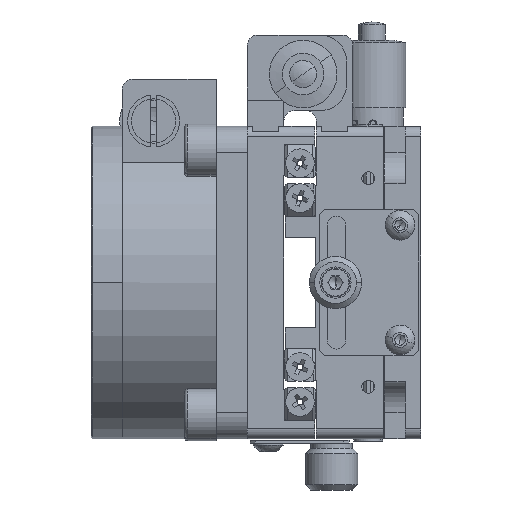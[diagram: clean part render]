
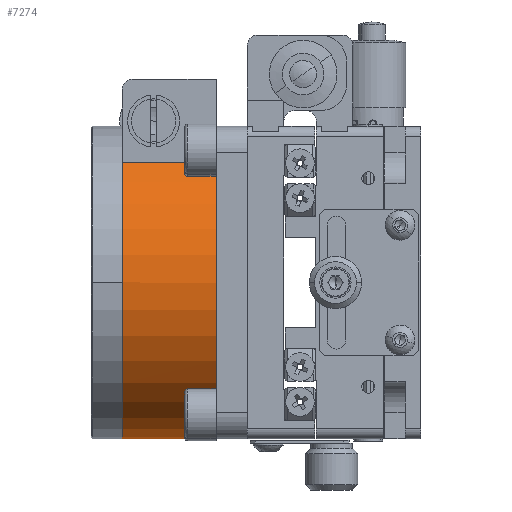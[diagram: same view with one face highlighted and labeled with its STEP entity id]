
A CAD part, left-side view. The second image highlights one B-rep face of the part: STEP entity #7274.
In plain terms, the highlighted cylindrical face has radius 30 mm (diameter 60 mm), a partial arc.
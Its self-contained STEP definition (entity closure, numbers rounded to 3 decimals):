
#2007 = EDGE_CURVE ( 'NONE', #17782, #2122, #41092, .T. ) ;
#2122 = VERTEX_POINT ( 'NONE', #23363 ) ;
#4899 = ORIENTED_EDGE ( 'NONE', *, *, #41979, .T. ) ;
#6146 = CARTESIAN_POINT ( 'NONE',  ( 0., 57.3, -30. ) ) ;
#7274 = ADVANCED_FACE ( 'NONE', ( #11288 ), #28923, .T. ) ;
#7545 = VECTOR ( 'NONE', #17451, 1000. ) ;
#8500 = CARTESIAN_POINT ( 'NONE',  ( 0., 39.3, -30. ) ) ;
#8541 = VERTEX_POINT ( 'NONE', #10992 ) ;
#9404 = CIRCLE ( 'NONE', #29731, 30. ) ;
#10724 = CARTESIAN_POINT ( 'NONE',  ( 0., 57.3, 0. ) ) ;
#10992 = CARTESIAN_POINT ( 'NONE',  ( -19.261, 39.3, 23. ) ) ;
#11288 = FACE_OUTER_BOUND ( 'NONE', #54103, .T. ) ;
#11962 = EDGE_CURVE ( 'NONE', #29244, #49015, #9404, .T. ) ;
#12694 = VECTOR ( 'NONE', #24057, 1000. ) ;
#13703 = LINE ( 'NONE', #56824, #7545 ) ;
#15514 = ORIENTED_EDGE ( 'NONE', *, *, #2007, .F. ) ;
#16133 = AXIS2_PLACEMENT_3D ( 'NONE', #29001, #47805, #38254 ) ;
#17451 = DIRECTION ( 'NONE',  ( 0., -1., 0. ) ) ;
#17748 = EDGE_CURVE ( 'NONE', #2122, #8541, #24635, .T. ) ;
#17782 = VERTEX_POINT ( 'NONE', #6146 ) ;
#19707 = CARTESIAN_POINT ( 'NONE',  ( -19.261, 57.3, 23. ) ) ;
#21774 = CARTESIAN_POINT ( 'NONE',  ( -30., 39.3, 0. ) ) ;
#22898 = ORIENTED_EDGE ( 'NONE', *, *, #17748, .F. ) ;
#23363 = CARTESIAN_POINT ( 'NONE',  ( -19.261, 57.3, 23. ) ) ;
#24057 = DIRECTION ( 'NONE',  ( 0., -1., 0. ) ) ;
#24635 = LINE ( 'NONE', #19707, #12694 ) ;
#26611 = CARTESIAN_POINT ( 'NONE',  ( 0., 39.3, 0. ) ) ;
#28586 = EDGE_CURVE ( 'NONE', #17782, #29244, #13703, .T. ) ;
#28923 = CYLINDRICAL_SURFACE ( 'NONE', #38740, 30. ) ;
#29001 = CARTESIAN_POINT ( 'NONE',  ( 0., 57.3, 0. ) ) ;
#29244 = VERTEX_POINT ( 'NONE', #8500 ) ;
#29731 = AXIS2_PLACEMENT_3D ( 'NONE', #42656, #55370, #51016 ) ;
#31233 = DIRECTION ( 'NONE',  ( 0., 1., 0. ) ) ;
#34452 = ORIENTED_EDGE ( 'NONE', *, *, #11962, .T. ) ;
#38254 = DIRECTION ( 'NONE',  ( 0., 0., 1. ) ) ;
#38740 = AXIS2_PLACEMENT_3D ( 'NONE', #10724, #40809, #41955 ) ;
#40809 = DIRECTION ( 'NONE',  ( 0., -1., 0. ) ) ;
#41092 = CIRCLE ( 'NONE', #16133, 30. ) ;
#41955 = DIRECTION ( 'NONE',  ( 0., 0., -1. ) ) ;
#41979 = EDGE_CURVE ( 'NONE', #49015, #8541, #54923, .T. ) ;
#42656 = CARTESIAN_POINT ( 'NONE',  ( 0., 39.3, 0. ) ) ;
#44271 = DIRECTION ( 'NONE',  ( 0., 0., 1. ) ) ;
#47805 = DIRECTION ( 'NONE',  ( 0., 1., 0. ) ) ;
#49015 = VERTEX_POINT ( 'NONE', #21774 ) ;
#49915 = ORIENTED_EDGE ( 'NONE', *, *, #28586, .T. ) ;
#51016 = DIRECTION ( 'NONE',  ( 0., 0., 1. ) ) ;
#53098 = AXIS2_PLACEMENT_3D ( 'NONE', #26611, #31233, #44271 ) ;
#54103 = EDGE_LOOP ( 'NONE', ( #15514, #49915, #34452, #4899, #22898 ) ) ;
#54923 = CIRCLE ( 'NONE', #53098, 30. ) ;
#55370 = DIRECTION ( 'NONE',  ( 0., 1., 0. ) ) ;
#56824 = CARTESIAN_POINT ( 'NONE',  ( 0., 57.3, -30. ) ) ;
